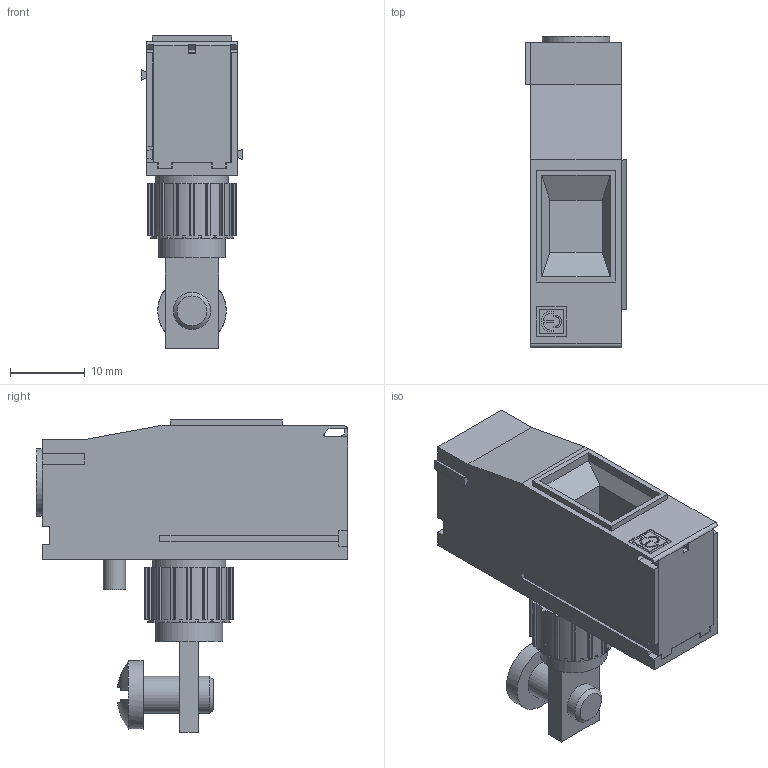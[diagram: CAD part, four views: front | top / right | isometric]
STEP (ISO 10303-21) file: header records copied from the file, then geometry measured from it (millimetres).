
FILE_DESCRIPTION(('STEP AP214'),'1');
FILE_NAME('MPT1612.stp','2024-02-19T10:21:24',(' '),(' '),'Spatial InterOp 3D',' ',' ');
FILE_SCHEMA(('AUTOMOTIVE_DESIGN { 1 0 10303 214 1 1 1 1 }'));
Length unit declared in the file: metre
Products named in the file (1): 1708344504
Bounding box: 13.5 x 41.8 x 41.9 mm (x, y, z)
Volume: 9145 mm3; surface area: 5763.7 mm2
Topology: 1 solids, 1 shells, 409 faces, 1143 edges, 747 vertices
Faces by surface type: plane 319, cylinder 78, cone 10, sphere 2
Full cylindrical faces by diameter (mm): 3 x1, 5 x2, 7.2 x1, 7.5 x1, 9 x1, 9.1 x1, 9.15 x1, 9.2 x1, 9.8 x1, 11.1 x1
Entity records: 16299 total; most frequent: CARTESIAN_POINT 2399, ORIENTED_EDGE 2246, DIRECTION 2168, EDGE_CURVE 1123, LINE 822, VECTOR 822, VERTEX_POINT 740, AXIS2_PLACEMENT_3D 673
